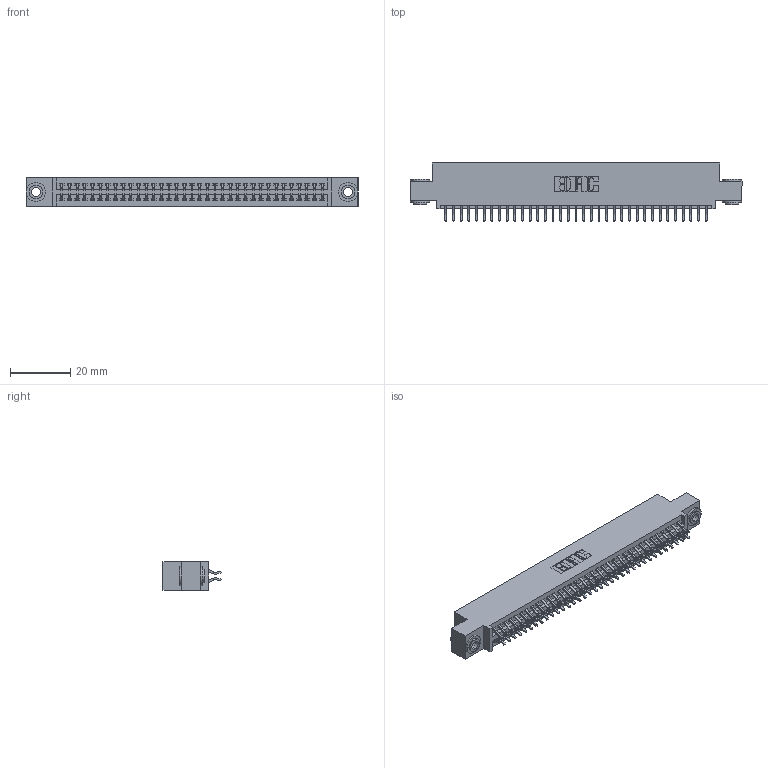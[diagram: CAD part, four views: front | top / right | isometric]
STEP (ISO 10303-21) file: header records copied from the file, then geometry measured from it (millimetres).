
FILE_DESCRIPTION (( 'STEP AP203' ), '1' );
FILE_NAME ('345-070-556-503.STEP', '2018-10-01T09:39:42', ( '' ), ( '' ), 'SwSTEP 2.0', 'SolidWorks 2016', '' );
FILE_SCHEMA (( 'CONFIG_CONTROL_DESIGN' ));
Length unit declared in the file: inch
Products named in the file (4): 345-250-002_345-250-002-102; 345-070-556-503; 345 Part_0.110 Offset - 0.156 Dia-TH; 345-292-001_556 Tail
Assembly tree (73 placements, depth 2):
  345-070-556-503
    345 Part_0.110 Offset - 0.156 Dia-TH
    345-292-001_556 Tail  x70
    345-250-002_345-250-002-102  x2
Bounding box: 110.11 x 19.24 x 9.4 mm (x, y, z)
Volume: 10574.4 mm3; surface area: 15731.6 mm2
Topology: 73 solids, 73 shells, 4088 faces, 12119 edges, 7982 vertices
Faces by surface type: plane 2684, cylinder 1396, cone 8
Entity records: 29406 total; most frequent: CARTESIAN_POINT 4927, ORIENTED_EDGE 4842, DIRECTION 4371, EDGE_CURVE 2421, VECTOR 2117, LINE 2117, VERTEX_POINT 1610, AXIS2_PLACEMENT_3D 1127
